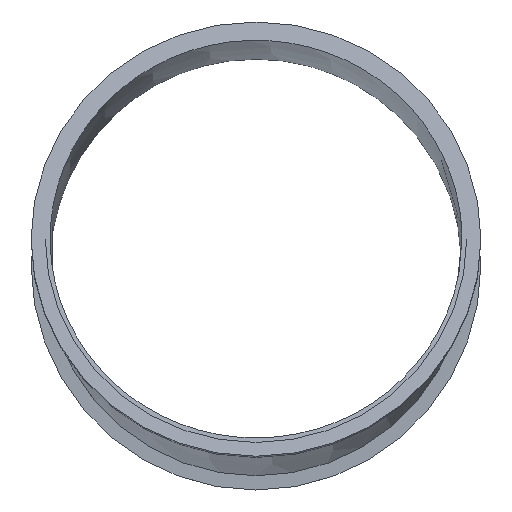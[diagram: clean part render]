
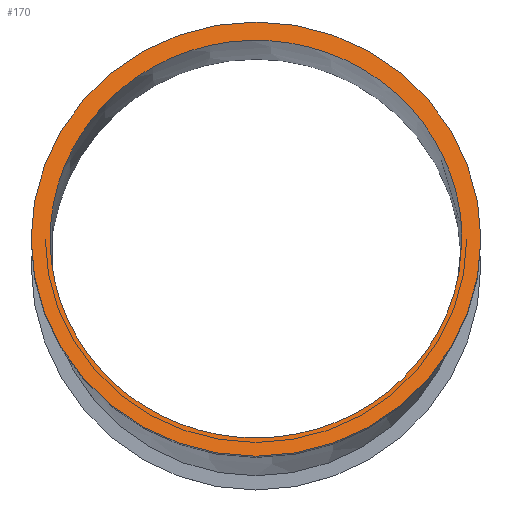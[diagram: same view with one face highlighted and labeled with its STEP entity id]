
A CAD part, top view. The second image highlights one B-rep face of the part: STEP entity #170.
In plain terms, the highlighted planar face has unit normal (0, 0.259, 0.966).
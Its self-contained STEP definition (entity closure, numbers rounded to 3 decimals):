
#21=PLANE('',#188);
#27=FACE_BOUND('',#54,.T.);
#28=FACE_BOUND('',#55,.T.);
#39=FACE_OUTER_BOUND('',#53,.T.);
#53=EDGE_LOOP('',(#150));
#54=EDGE_LOOP('',(#151));
#55=EDGE_LOOP('',(#152,#153));
#63=CIRCLE('',#181,89.);
#66=CIRCLE('',#186,95.);
#77=B_SPLINE_CURVE_WITH_KNOTS('',3,(#553,#554,#555,#556,#557,#558,#559,
#560,#561,#562,#563,#564,#565,#566,#567,#568,#569,#570,#571,#572,#573,#574,
#575,#576,#577,#578,#579,#580,#581,#582,#583,#584,#585,#586,#587,#588),
 .UNSPECIFIED.,.T.,.F.,(4,2,2,2,2,2,2,2,2,2,2,2,2,2,2,2,2,4),(0.,3.397,
6.795,10.193,13.591,16.991,20.39,
23.789,27.186,30.584,33.981,37.379,
40.777,44.177,47.576,50.974,52.898,
54.822),.UNSPECIFIED.);
#87=VERTEX_POINT('',#372);
#88=VERTEX_POINT('',#380);
#91=VERTEX_POINT('',#416);
#93=VERTEX_POINT('',#548);
#105=EDGE_CURVE('',#87,#88,#63,.T.);
#110=EDGE_CURVE('',#91,#91,#66,.T.);
#113=EDGE_CURVE('',#93,#93,#77,.T.);
#150=ORIENTED_EDGE('',*,*,#110,.F.);
#151=ORIENTED_EDGE('',*,*,#113,.T.);
#152=ORIENTED_EDGE('',*,*,#105,.F.);
#153=ORIENTED_EDGE('',*,*,#105,.T.);
#170=ADVANCED_FACE('',(#39,#27,#28),#21,.F.);
#181=AXIS2_PLACEMENT_3D('',#381,#207,#208);
#186=AXIS2_PLACEMENT_3D('',#417,#217,#218);
#188=AXIS2_PLACEMENT_3D('',#589,#221,#222);
#207=DIRECTION('center_axis',(0.,-0.259,-0.966));
#208=DIRECTION('ref_axis',(-1.,0.,0.));
#217=DIRECTION('center_axis',(0.,-0.259,-0.966));
#218=DIRECTION('ref_axis',(-1.,0.,0.));
#221=DIRECTION('center_axis',(0.,-0.259,-0.966));
#222=DIRECTION('ref_axis',(-1.,0.,0.));
#372=CARTESIAN_POINT('',(89.001,11.647,88.469));
#380=CARTESIAN_POINT('',(-89.,11.647,88.469));
#381=CARTESIAN_POINT('Origin',(0.,11.647,88.469));
#416=CARTESIAN_POINT('',(95.,11.647,88.469));
#417=CARTESIAN_POINT('Origin',(0.,11.647,88.469));
#548=CARTESIAN_POINT('',(87.,11.647,88.469));
#553=CARTESIAN_POINT('Ctrl Pts',(78.529,47.809,78.779));
#554=CARTESIAN_POINT('Ctrl Pts',(83.404,37.936,81.425));
#555=CARTESIAN_POINT('Ctrl Pts',(86.236,27.237,84.292));
#556=CARTESIAN_POINT('Ctrl Pts',(87.495,5.392,90.145));
#557=CARTESIAN_POINT('Ctrl Pts',(85.909,-5.544,93.075));
#558=CARTESIAN_POINT('Ctrl Pts',(78.487,-26.215,98.614));
#559=CARTESIAN_POINT('Ctrl Pts',(72.721,-35.753,101.17));
#560=CARTESIAN_POINT('Ctrl Pts',(57.727,-52.157,105.565));
#561=CARTESIAN_POINT('Ctrl Pts',(48.641,-58.867,107.363));
#562=CARTESIAN_POINT('Ctrl Pts',(28.319,-68.546,109.957));
#563=CARTESIAN_POINT('Ctrl Pts',(17.275,-71.423,110.727));
#564=CARTESIAN_POINT('Ctrl Pts',(-5.333,-72.925,111.13));
#565=CARTESIAN_POINT('Ctrl Pts',(-16.681,-71.536,110.758));
#566=CARTESIAN_POINT('Ctrl Pts',(-38.185,-64.635,108.909));
#567=CARTESIAN_POINT('Ctrl Pts',(-48.136,-59.19,107.45));
#568=CARTESIAN_POINT('Ctrl Pts',(-65.315,-44.923,103.627));
#569=CARTESIAN_POINT('Ctrl Pts',(-72.379,-36.238,101.3));
#570=CARTESIAN_POINT('Ctrl Pts',(-82.662,-16.743,96.076));
#571=CARTESIAN_POINT('Ctrl Pts',(-85.783,-6.12,93.23));
#572=CARTESIAN_POINT('Ctrl Pts',(-87.635,15.683,87.388));
#573=CARTESIAN_POINT('Ctrl Pts',(-86.347,26.655,84.448));
#574=CARTESIAN_POINT('Ctrl Pts',(-79.49,47.506,78.861));
#575=CARTESIAN_POINT('Ctrl Pts',(-73.985,57.186,76.267));
#576=CARTESIAN_POINT('Ctrl Pts',(-59.443,73.965,71.771));
#577=CARTESIAN_POINT('Ctrl Pts',(-50.543,80.903,69.912));
#578=CARTESIAN_POINT('Ctrl Pts',(-30.49,91.095,67.181));
#579=CARTESIAN_POINT('Ctrl Pts',(-19.527,94.25,66.335));
#580=CARTESIAN_POINT('Ctrl Pts',(3.033,96.325,65.78));
#581=CARTESIAN_POINT('Ctrl Pts',(14.414,95.224,66.075));
#582=CARTESIAN_POINT('Ctrl Pts',(36.098,88.871,67.777));
#583=CARTESIAN_POINT('Ctrl Pts',(46.193,83.68,69.168));
#584=CARTESIAN_POINT('Ctrl Pts',(59.946,72.853,72.069));
#585=CARTESIAN_POINT('Ctrl Pts',(64.453,68.42,73.257));
#586=CARTESIAN_POINT('Ctrl Pts',(72.377,58.678,75.867));
#587=CARTESIAN_POINT('Ctrl Pts',(75.769,53.4,77.281));
#588=CARTESIAN_POINT('Ctrl Pts',(78.529,47.809,78.779));
#589=CARTESIAN_POINT('Origin',(0.,11.647,88.469));
